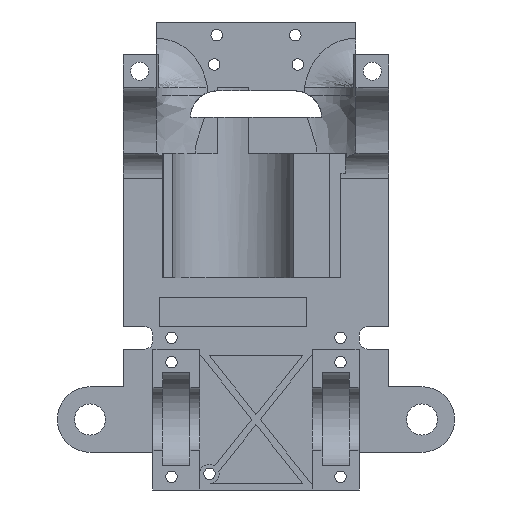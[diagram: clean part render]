
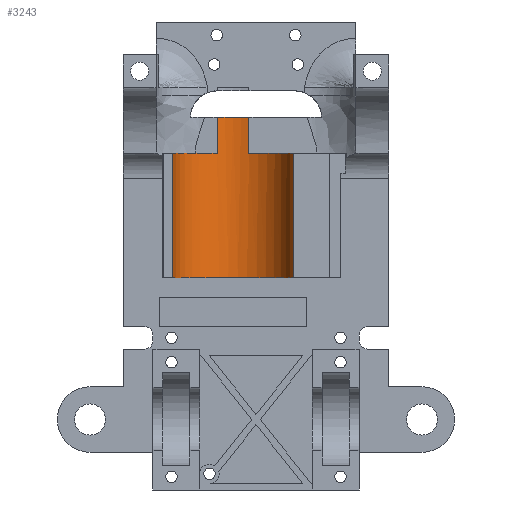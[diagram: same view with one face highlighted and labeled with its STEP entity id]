
A CAD part, front view. The second image highlights one B-rep face of the part: STEP entity #3243.
In plain terms, the highlighted cylindrical face has radius 18.5 mm (diameter 37 mm), a partial arc.
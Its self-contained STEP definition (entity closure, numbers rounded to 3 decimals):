
#368=FACE_OUTER_BOUND('',#550,.T.);
#550=EDGE_LOOP('',(#2582,#2583,#2584,#2585,#2586,#2587,#2588,#2589,#2590,
#2591));
#722=LINE('',#4616,#1057);
#783=LINE('',#4843,#1118);
#871=LINE('',#5155,#1206);
#872=LINE('',#5157,#1207);
#1057=VECTOR('',#3693,10.);
#1118=VECTOR('',#3850,10.);
#1206=VECTOR('',#4034,10.);
#1207=VECTOR('',#4037,10.);
#1376=CIRCLE('',#3384,18.5);
#1378=CIRCLE('',#3393,18.5);
#1406=CIRCLE('',#3437,18.5);
#1407=CIRCLE('',#3440,18.5);
#1421=CIRCLE('',#3479,18.5);
#1426=CIRCLE('',#3487,18.5);
#1490=VERTEX_POINT('',#4568);
#1491=VERTEX_POINT('',#4570);
#1499=VERTEX_POINT('',#4614);
#1501=VERTEX_POINT('',#4620);
#1574=VERTEX_POINT('',#4794);
#1575=VERTEX_POINT('',#4796);
#1577=VERTEX_POINT('',#4841);
#1579=VERTEX_POINT('',#4847);
#1652=VERTEX_POINT('',#5039);
#1653=VERTEX_POINT('',#5041);
#1793=EDGE_CURVE('',#1490,#1491,#1376,.T.);
#1807=EDGE_CURVE('',#1490,#1499,#722,.T.);
#1810=EDGE_CURVE('',#1501,#1499,#1378,.T.);
#1897=EDGE_CURVE('',#1574,#1575,#1406,.T.);
#1901=EDGE_CURVE('',#1577,#1574,#783,.T.);
#1904=EDGE_CURVE('',#1579,#1577,#1407,.T.);
#2000=EDGE_CURVE('',#1653,#1652,#1421,.T.);
#2013=EDGE_CURVE('',#1575,#1652,#871,.T.);
#2014=EDGE_CURVE('',#1579,#1491,#1426,.T.);
#2015=EDGE_CURVE('',#1501,#1653,#872,.T.);
#2582=ORIENTED_EDGE('',*,*,#2000,.T.);
#2583=ORIENTED_EDGE('',*,*,#2013,.F.);
#2584=ORIENTED_EDGE('',*,*,#1897,.F.);
#2585=ORIENTED_EDGE('',*,*,#1901,.F.);
#2586=ORIENTED_EDGE('',*,*,#1904,.F.);
#2587=ORIENTED_EDGE('',*,*,#2014,.T.);
#2588=ORIENTED_EDGE('',*,*,#1793,.F.);
#2589=ORIENTED_EDGE('',*,*,#1807,.T.);
#2590=ORIENTED_EDGE('',*,*,#1810,.F.);
#2591=ORIENTED_EDGE('',*,*,#2015,.T.);
#3158=CYLINDRICAL_SURFACE('',#3486,18.5);
#3243=ADVANCED_FACE('',(#368),#3158,.F.);
#3384=AXIS2_PLACEMENT_3D('',#4571,#3668,#3669);
#3393=AXIS2_PLACEMENT_3D('',#4622,#3699,#3700);
#3437=AXIS2_PLACEMENT_3D('',#4797,#3844,#3845);
#3440=AXIS2_PLACEMENT_3D('',#4849,#3855,#3856);
#3479=AXIS2_PLACEMENT_3D('',#5042,#4013,#4014);
#3486=AXIS2_PLACEMENT_3D('',#5154,#4032,#4033);
#3487=AXIS2_PLACEMENT_3D('',#5156,#4035,#4036);
#3668=DIRECTION('center_axis',(0.,0.,
1.));
#3669=DIRECTION('ref_axis',(1.,0.,0.));
#3693=DIRECTION('',(0.,0.,1.));
#3699=DIRECTION('center_axis',(0.,0.,
-1.));
#3700=DIRECTION('ref_axis',(1.,0.,0.));
#3844=DIRECTION('center_axis',(0.,0.,
-1.));
#3845=DIRECTION('ref_axis',(1.,0.,0.));
#3850=DIRECTION('',(0.,0.,1.));
#3855=DIRECTION('center_axis',(0.,0.,
1.));
#3856=DIRECTION('ref_axis',(1.,0.,0.));
#4013=DIRECTION('center_axis',(0.,0.,
1.));
#4014=DIRECTION('ref_axis',(1.,0.,0.));
#4032=DIRECTION('center_axis',(0.,0.,
1.));
#4033=DIRECTION('ref_axis',(1.,0.,0.));
#4034=DIRECTION('',(0.,0.,1.));
#4035=DIRECTION('center_axis',(0.,0.,
-1.));
#4036=DIRECTION('ref_axis',(1.,0.,0.));
#4037=DIRECTION('',(0.,0.,1.));
#4568=CARTESIAN_POINT('',(11.664,149.725,-212.366));
#4570=CARTESIAN_POINT('',(-2.564,167.725,-212.366));
#4571=CARTESIAN_POINT('Origin',(-6.836,149.725,-212.366));
#4614=CARTESIAN_POINT('',(11.664,149.725,-174.366));
#4616=CARTESIAN_POINT('',(11.664,149.725,-219.366));
#4620=CARTESIAN_POINT('',(-1.978,167.576,-174.366));
#4622=CARTESIAN_POINT('Origin',(-6.836,149.725,-174.366));
#4794=CARTESIAN_POINT('',(-25.336,149.725,-174.366));
#4796=CARTESIAN_POINT('',(-11.694,167.576,-174.366));
#4797=CARTESIAN_POINT('Origin',(-6.836,149.725,-174.366));
#4841=CARTESIAN_POINT('',(-25.336,149.725,-212.366));
#4843=CARTESIAN_POINT('',(-25.336,149.725,-219.366));
#4847=CARTESIAN_POINT('',(-11.108,167.725,-212.366));
#4849=CARTESIAN_POINT('Origin',(-6.836,149.725,-212.366));
#5039=CARTESIAN_POINT('',(-11.694,167.576,-163.366));
#5041=CARTESIAN_POINT('',(-1.978,167.576,-163.366));
#5042=CARTESIAN_POINT('Origin',(-6.836,149.725,-163.366));
#5154=CARTESIAN_POINT('Origin',(-6.836,149.725,-219.366));
#5155=CARTESIAN_POINT('',(-11.694,167.576,-174.366));
#5156=CARTESIAN_POINT('Origin',(-6.836,149.725,-212.366));
#5157=CARTESIAN_POINT('',(-1.978,167.576,-174.366));
